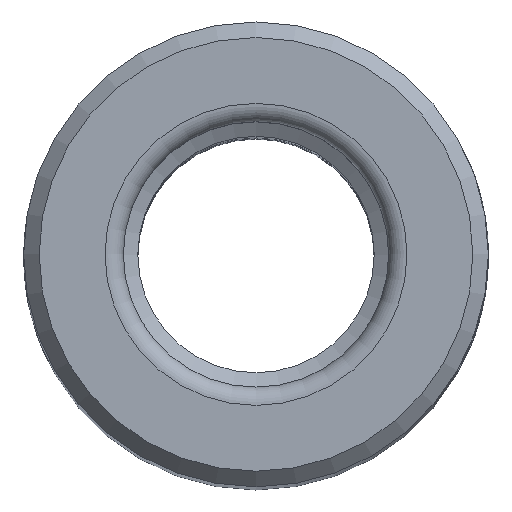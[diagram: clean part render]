
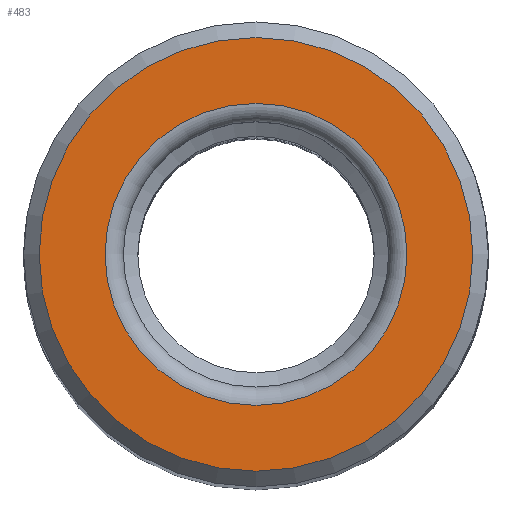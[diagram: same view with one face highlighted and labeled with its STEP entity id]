
A CAD part, top view. The second image highlights one B-rep face of the part: STEP entity #483.
In plain terms, the highlighted planar face has unit normal (0, 0, 1).
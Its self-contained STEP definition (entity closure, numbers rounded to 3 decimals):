
#30=PLANE('',#529);
#83=ORIENTED_EDGE('',*,*,#139,.F.);
#84=ORIENTED_EDGE('',*,*,#138,.T.);
#138=EDGE_CURVE('',#169,#169,#188,.T.);
#139=EDGE_CURVE('',#170,#170,#189,.T.);
#169=VERTEX_POINT('',#707);
#170=VERTEX_POINT('',#710);
#188=CIRCLE('',#528,11.85);
#189=CIRCLE('',#530,8.25);
#216=EDGE_LOOP('',(#83));
#217=EDGE_LOOP('',(#84));
#262=FACE_BOUND('',#216,.T.);
#263=FACE_BOUND('',#217,.T.);
#483=ADVANCED_FACE('',(#262,#263),#30,.F.);
#528=AXIS2_PLACEMENT_3D('',#706,#606,#607);
#529=AXIS2_PLACEMENT_3D('',#708,#608,#609);
#530=AXIS2_PLACEMENT_3D('',#709,#610,#611);
#606=DIRECTION('',(0.,0.,1.));
#607=DIRECTION('',(1.,0.,0.));
#608=DIRECTION('',(0.,0.,-1.));
#609=DIRECTION('',(-1.,0.,0.));
#610=DIRECTION('',(0.,0.,1.));
#611=DIRECTION('',(1.,0.,0.));
#706=CARTESIAN_POINT('',(0.,0.,128.));
#707=CARTESIAN_POINT('',(11.85,0.,128.));
#708=CARTESIAN_POINT('',(11.85,0.,128.));
#709=CARTESIAN_POINT('',(0.,0.,128.));
#710=CARTESIAN_POINT('',(8.25,0.,128.));
